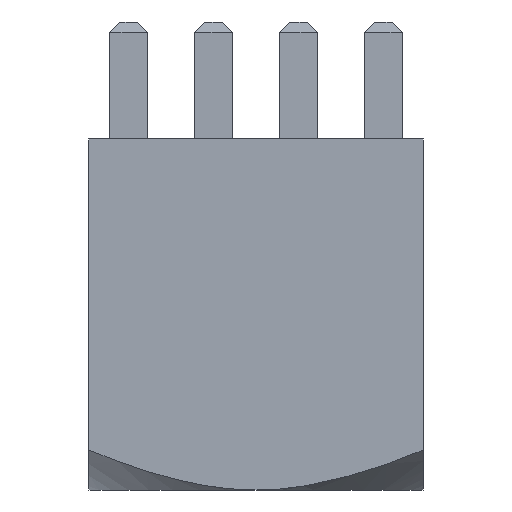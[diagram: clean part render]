
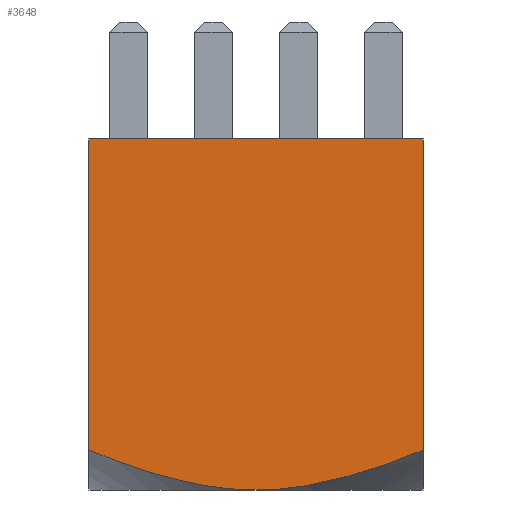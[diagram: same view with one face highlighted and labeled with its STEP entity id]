
A CAD part, left-side view. The second image highlights one B-rep face of the part: STEP entity #3648.
In plain terms, the highlighted planar face has unit normal (-1, 0, 0).
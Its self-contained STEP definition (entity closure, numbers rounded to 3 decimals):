
#1020 = CARTESIAN_POINT ( 'NONE',  ( -5., -5., 10.5 ) ) ;
#1022 = FACE_OUTER_BOUND ( 'NONE', #2710, .T. ) ;
#1023 = PLANE ( 'NONE',  #3289 ) ;
#1026 = DIRECTION ( 'NONE',  ( 1., 0., 0. ) ) ;
#1027 = DIRECTION ( 'NONE',  ( 0., 0., -1. ) ) ;
#1429 = CARTESIAN_POINT ( 'NONE',  ( -5., -5., 1.196 ) ) ;
#1440 = CARTESIAN_POINT ( 'NONE',  ( -5., -5., 10.5 ) ) ;
#1441 = CARTESIAN_POINT ( 'NONE',  ( -5., 5., 1.196 ) ) ;
#1467 = CARTESIAN_POINT ( 'NONE',  ( -5., -4.202, 0.87 ) ) ;
#1468 = CARTESIAN_POINT ( 'NONE',  ( -5., -5., 1.196 ) ) ;
#1472 = LINE ( 'NONE', #1482, #2754 ) ;
#1474 = CARTESIAN_POINT ( 'NONE',  ( -5., -3.386, 0.573 ) ) ;
#1475 = CARTESIAN_POINT ( 'NONE',  ( -5., -2.139, 0.246 ) ) ;
#1476 = CARTESIAN_POINT ( 'NONE',  ( -5., -1.719, 0.157 ) ) ;
#1477 = CARTESIAN_POINT ( 'NONE',  ( -5., -0.866, 0.033 ) ) ;
#1478 = CARTESIAN_POINT ( 'NONE',  ( -5., -0.43, 0. ) ) ;
#1479 = CARTESIAN_POINT ( 'NONE',  ( -5., 0., 0. ) ) ;
#1482 = CARTESIAN_POINT ( 'NONE',  ( -5., -5., 10.5 ) ) ;
#1484 = DIRECTION ( 'NONE',  ( 0., 0., -1. ) ) ;
#1553 = B_SPLINE_CURVE_WITH_KNOTS ( 'NONE', 3,
 ( #4138, #4130, #4144, #4145, #4146, #4147, #4148, #4149 ),
 .UNSPECIFIED., .F., .F.,
 ( 4, 2, 2, 4 ),
 ( 0.011, 0.013, 0.015, 0.016 ),
 .UNSPECIFIED. ) ;
#1740 = VERTEX_POINT ( 'NONE', #3805 ) ;
#1750 = VERTEX_POINT ( 'NONE', #3815 ) ;
#2116 = ORIENTED_EDGE ( 'NONE', *, *, #2329, .F. ) ;
#2250 = VERTEX_POINT ( 'NONE', #1429 ) ;
#2261 = VERTEX_POINT ( 'NONE', #1440 ) ;
#2262 = VERTEX_POINT ( 'NONE', #1441 ) ;
#2301 = EDGE_CURVE ( 'NONE', #2250, #1750, #3413, .T. ) ;
#2303 = EDGE_CURVE ( 'NONE', #2261, #2250, #1472, .T. ) ;
#2329 = EDGE_CURVE ( 'NONE', #1750, #2262, #1553, .T. ) ;
#2330 = EDGE_CURVE ( 'NONE', #1740, #2262, #4150, .T. ) ;
#2335 = EDGE_CURVE ( 'NONE', #1740, #2261, #4165, .T. ) ;
#2710 = EDGE_LOOP ( 'NONE', ( #3401, #3406, #3405, #3403, #2116 ) ) ;
#2754 = VECTOR ( 'NONE', #1484, 1000. ) ;
#2781 = VECTOR ( 'NONE', #4168, 1000. ) ;
#2846 = VECTOR ( 'NONE', #4153, 1000. ) ;
#3289 = AXIS2_PLACEMENT_3D ( 'NONE', #1020, #1026, #1027 ) ;
#3401 = ORIENTED_EDGE ( 'NONE', *, *, #2301, .F. ) ;
#3403 = ORIENTED_EDGE ( 'NONE', *, *, #2330, .T. ) ;
#3405 = ORIENTED_EDGE ( 'NONE', *, *, #2335, .F. ) ;
#3406 = ORIENTED_EDGE ( 'NONE', *, *, #2303, .F. ) ;
#3413 = B_SPLINE_CURVE_WITH_KNOTS ( 'NONE', 3,
 ( #1468, #1467, #1474, #1475, #1476, #1477, #1478, #1479 ),
 .UNSPECIFIED., .F., .F.,
 ( 4, 2, 2, 4 ),
 ( 0.006, 0.008, 0.01, 0.011 ),
 .UNSPECIFIED. ) ;
#3648 = ADVANCED_FACE ( 'NONE', ( #1022 ), #1023, .F. ) ;
#3805 = CARTESIAN_POINT ( 'NONE',  ( -5., 5., 10.5 ) ) ;
#3815 = CARTESIAN_POINT ( 'NONE',  ( -5., 0., 0. ) ) ;
#4130 = CARTESIAN_POINT ( 'NONE',  ( -5., 0.867, 0. ) ) ;
#4138 = CARTESIAN_POINT ( 'NONE',  ( -5., 0., 0. ) ) ;
#4144 = CARTESIAN_POINT ( 'NONE',  ( -5., 1.713, 0.135 ) ) ;
#4145 = CARTESIAN_POINT ( 'NONE',  ( -5., 2.963, 0.462 ) ) ;
#4146 = CARTESIAN_POINT ( 'NONE',  ( -5., 3.377, 0.592 ) ) ;
#4147 = CARTESIAN_POINT ( 'NONE',  ( -5., 4.196, 0.877 ) ) ;
#4148 = CARTESIAN_POINT ( 'NONE',  ( -5., 4.6, 1.033 ) ) ;
#4149 = CARTESIAN_POINT ( 'NONE',  ( -5., 5., 1.196 ) ) ;
#4150 = LINE ( 'NONE', #4152, #2846 ) ;
#4152 = CARTESIAN_POINT ( 'NONE',  ( -5., 5., 10.5 ) ) ;
#4153 = DIRECTION ( 'NONE',  ( 0., 0., -1. ) ) ;
#4165 = LINE ( 'NONE', #4167, #2781 ) ;
#4167 = CARTESIAN_POINT ( 'NONE',  ( -5., -5., 10.5 ) ) ;
#4168 = DIRECTION ( 'NONE',  ( 0., -1., 0. ) ) ;
